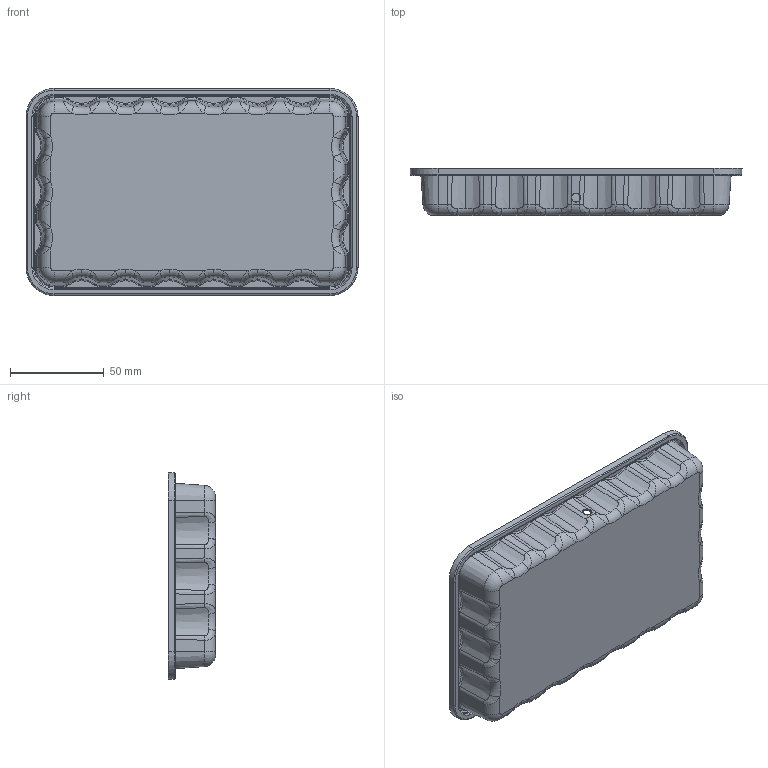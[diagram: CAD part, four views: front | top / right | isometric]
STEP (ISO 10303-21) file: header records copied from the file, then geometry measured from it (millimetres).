
FILE_DESCRIPTION (( 'STEP AP203' ), '1' );
FILE_NAME ('1040_OEM_BTM.STEP', '2008-10-27T23:58:18', ( ' ' ), ( ' ' ), 'SwSTEP 2.0', 'SolidWorks 2007', '' );
FILE_SCHEMA (( 'CONFIG_CONTROL_DESIGN' ));
Length unit declared in the file: inch
Products named in the file (1): 1040_OEM_BTM
Bounding box: 177.32 x 25.15 x 110.64 mm (x, y, z)
Volume: 49662 mm3; surface area: 62861.7 mm2
Topology: 1 solids, 1 shells, 584 faces, 1369 edges, 788 vertices
Faces by surface type: bspline 222, torus 124, cylinder 106, cone 72, plane 60
Entity records: 25842 total; most frequent: CARTESIAN_POINT 13818, ORIENTED_EDGE 2738, DIRECTION 2289, EDGE_CURVE 1369, AXIS2_PLACEMENT_3D 1013, VERTEX_POINT 788, CIRCLE 650, EDGE_LOOP 587
